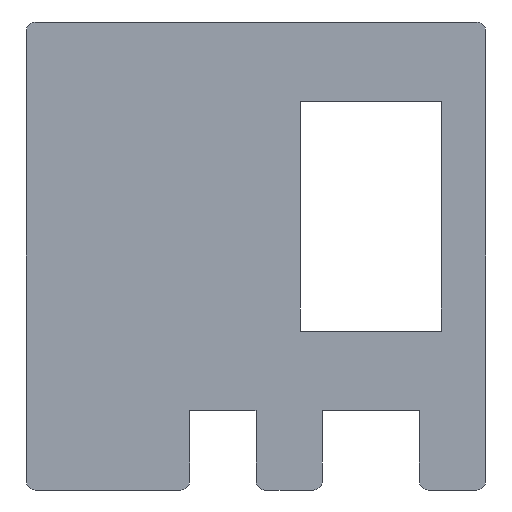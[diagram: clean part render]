
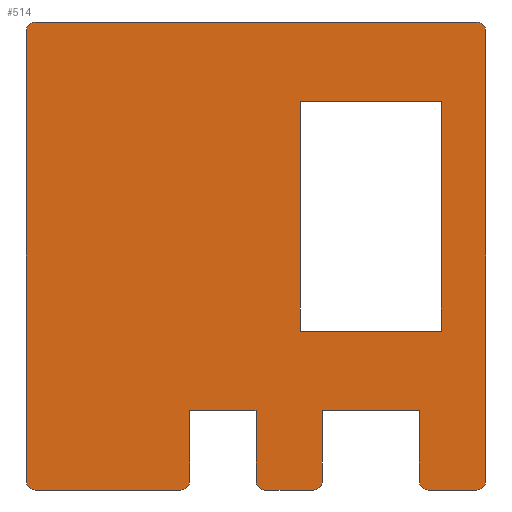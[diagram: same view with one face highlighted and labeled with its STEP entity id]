
A CAD part, front view. The second image highlights one B-rep face of the part: STEP entity #514.
In plain terms, the highlighted planar face has unit normal (0, -1, 0).
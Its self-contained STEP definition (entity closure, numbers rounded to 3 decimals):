
#16=FACE_BOUND('',#88,.T.);
#34=PLANE('',#576);
#60=FACE_OUTER_BOUND('',#87,.T.);
#87=EDGE_LOOP('',(#457,#458,#459,#460,#461,#462,#463,#464,#465,#466,#467,
#468,#469,#470,#471,#472,#473,#474,#475,#476));
#88=EDGE_LOOP('',(#477,#478,#479,#480));
#93=LINE('',#734,#149);
#111=LINE('',#787,#167);
#117=LINE('',#802,#173);
#121=LINE('',#812,#177);
#124=LINE('',#820,#180);
#127=LINE('',#828,#183);
#130=LINE('',#836,#186);
#131=LINE('',#838,#187);
#132=LINE('',#842,#188);
#135=LINE('',#847,#191);
#137=LINE('',#851,#193);
#139=LINE('',#854,#195);
#140=LINE('',#856,#196);
#141=LINE('',#858,#197);
#142=LINE('',#861,#198);
#144=LINE('',#864,#200);
#149=VECTOR('',#591,10.);
#167=VECTOR('',#631,10.);
#173=VECTOR('',#647,10.);
#177=VECTOR('',#657,10.);
#180=VECTOR('',#666,10.);
#183=VECTOR('',#675,10.);
#186=VECTOR('',#684,10.);
#187=VECTOR('',#687,10.);
#188=VECTOR('',#690,10.);
#191=VECTOR('',#695,10.);
#193=VECTOR('',#699,10.);
#195=VECTOR('',#703,10.);
#196=VECTOR('',#706,10.);
#197=VECTOR('',#709,10.);
#198=VECTOR('',#712,10.);
#200=VECTOR('',#716,10.);
#201=CIRCLE('',#536,1.);
#210=CIRCLE('',#548,1.);
#211=CIRCLE('',#551,1.);
#212=CIRCLE('',#553,1.);
#213=CIRCLE('',#556,1.);
#214=CIRCLE('',#559,1.);
#215=CIRCLE('',#562,1.);
#216=CIRCLE('',#565,1.);
#217=VERTEX_POINT('',#721);
#218=VERTEX_POINT('',#722);
#222=VERTEX_POINT('',#732);
#244=VERTEX_POINT('',#780);
#245=VERTEX_POINT('',#781);
#246=VERTEX_POINT('',#786);
#247=VERTEX_POINT('',#790);
#248=VERTEX_POINT('',#794);
#249=VERTEX_POINT('',#796);
#250=VERTEX_POINT('',#800);
#251=VERTEX_POINT('',#804);
#252=VERTEX_POINT('',#806);
#253=VERTEX_POINT('',#810);
#254=VERTEX_POINT('',#814);
#255=VERTEX_POINT('',#818);
#256=VERTEX_POINT('',#822);
#257=VERTEX_POINT('',#826);
#258=VERTEX_POINT('',#830);
#259=VERTEX_POINT('',#834);
#260=VERTEX_POINT('',#840);
#261=VERTEX_POINT('',#841);
#262=VERTEX_POINT('',#846);
#263=VERTEX_POINT('',#850);
#264=VERTEX_POINT('',#860);
#265=EDGE_CURVE('',#217,#218,#201,.T.);
#271=EDGE_CURVE('',#217,#222,#93,.T.);
#294=EDGE_CURVE('',#244,#245,#210,.T.);
#297=EDGE_CURVE('',#246,#245,#111,.T.);
#299=EDGE_CURVE('',#246,#247,#211,.T.);
#302=EDGE_CURVE('',#248,#249,#212,.T.);
#305=EDGE_CURVE('',#250,#248,#117,.T.);
#307=EDGE_CURVE('',#251,#252,#213,.T.);
#310=EDGE_CURVE('',#253,#251,#121,.T.);
#312=EDGE_CURVE('',#254,#250,#214,.T.);
#314=EDGE_CURVE('',#255,#254,#124,.T.);
#316=EDGE_CURVE('',#256,#253,#215,.T.);
#318=EDGE_CURVE('',#257,#256,#127,.T.);
#320=EDGE_CURVE('',#258,#257,#216,.T.);
#322=EDGE_CURVE('',#222,#259,#130,.T.);
#323=EDGE_CURVE('',#244,#218,#131,.T.);
#324=EDGE_CURVE('',#260,#261,#132,.T.);
#327=EDGE_CURVE('',#262,#260,#135,.T.);
#329=EDGE_CURVE('',#263,#262,#137,.T.);
#331=EDGE_CURVE('',#261,#263,#139,.T.);
#332=EDGE_CURVE('',#258,#247,#140,.T.);
#333=EDGE_CURVE('',#249,#259,#141,.T.);
#334=EDGE_CURVE('',#264,#255,#142,.T.);
#336=EDGE_CURVE('',#252,#264,#144,.T.);
#457=ORIENTED_EDGE('',*,*,#265,.F.);
#458=ORIENTED_EDGE('',*,*,#271,.T.);
#459=ORIENTED_EDGE('',*,*,#322,.T.);
#460=ORIENTED_EDGE('',*,*,#333,.F.);
#461=ORIENTED_EDGE('',*,*,#302,.F.);
#462=ORIENTED_EDGE('',*,*,#305,.F.);
#463=ORIENTED_EDGE('',*,*,#312,.F.);
#464=ORIENTED_EDGE('',*,*,#314,.F.);
#465=ORIENTED_EDGE('',*,*,#334,.F.);
#466=ORIENTED_EDGE('',*,*,#336,.F.);
#467=ORIENTED_EDGE('',*,*,#307,.F.);
#468=ORIENTED_EDGE('',*,*,#310,.F.);
#469=ORIENTED_EDGE('',*,*,#316,.F.);
#470=ORIENTED_EDGE('',*,*,#318,.F.);
#471=ORIENTED_EDGE('',*,*,#320,.F.);
#472=ORIENTED_EDGE('',*,*,#332,.T.);
#473=ORIENTED_EDGE('',*,*,#299,.F.);
#474=ORIENTED_EDGE('',*,*,#297,.T.);
#475=ORIENTED_EDGE('',*,*,#294,.F.);
#476=ORIENTED_EDGE('',*,*,#323,.T.);
#477=ORIENTED_EDGE('',*,*,#324,.T.);
#478=ORIENTED_EDGE('',*,*,#331,.T.);
#479=ORIENTED_EDGE('',*,*,#329,.T.);
#480=ORIENTED_EDGE('',*,*,#327,.T.);
#514=ADVANCED_FACE('',(#60,#16),#34,.F.);
#536=AXIS2_PLACEMENT_3D('',#723,#581,#582);
#548=AXIS2_PLACEMENT_3D('',#782,#625,#626);
#551=AXIS2_PLACEMENT_3D('',#791,#635,#636);
#553=AXIS2_PLACEMENT_3D('',#797,#641,#642);
#556=AXIS2_PLACEMENT_3D('',#807,#651,#652);
#559=AXIS2_PLACEMENT_3D('',#816,#661,#662);
#562=AXIS2_PLACEMENT_3D('',#824,#670,#671);
#565=AXIS2_PLACEMENT_3D('',#832,#679,#680);
#576=AXIS2_PLACEMENT_3D('',#865,#717,#718);
#581=DIRECTION('center_axis',(0.,1.,0.));
#582=DIRECTION('ref_axis',(0.707,0.,-0.707));
#591=DIRECTION('',(0.,0.,1.));
#625=DIRECTION('center_axis',(0.,1.,0.));
#626=DIRECTION('ref_axis',(-0.707,0.,-0.707));
#631=DIRECTION('',(0.,0.,-1.));
#635=DIRECTION('center_axis',(0.,1.,0.));
#636=DIRECTION('ref_axis',(-0.707,0.,0.707));
#641=DIRECTION('center_axis',(0.,1.,0.));
#642=DIRECTION('ref_axis',(-0.707,0.,-0.707));
#647=DIRECTION('',(-1.,0.,0.));
#651=DIRECTION('center_axis',(0.,1.,0.));
#652=DIRECTION('ref_axis',(-0.707,0.,-0.707));
#657=DIRECTION('',(-1.,0.,0.));
#661=DIRECTION('center_axis',(0.,1.,0.));
#662=DIRECTION('ref_axis',(0.707,0.,-0.707));
#666=DIRECTION('',(0.,0.,-1.));
#670=DIRECTION('center_axis',(0.,1.,0.));
#671=DIRECTION('ref_axis',(0.707,0.,-0.707));
#675=DIRECTION('',(0.,0.,-1.));
#679=DIRECTION('center_axis',(0.,1.,0.));
#680=DIRECTION('ref_axis',(0.707,0.,0.707));
#684=DIRECTION('',(1.,0.,0.));
#687=DIRECTION('',(1.,0.,0.));
#690=DIRECTION('',(0.,0.,-1.));
#695=DIRECTION('',(1.,0.,0.));
#699=DIRECTION('',(0.,0.,1.));
#703=DIRECTION('',(-1.,0.,0.));
#706=DIRECTION('',(-1.,0.,0.));
#709=DIRECTION('',(0.,0.,1.));
#712=DIRECTION('',(-1.,0.,0.));
#716=DIRECTION('',(0.,0.,1.));
#717=DIRECTION('center_axis',(0.,1.,0.));
#718=DIRECTION('ref_axis',(0.,0.,1.));
#721=CARTESIAN_POINT('',(-20.5,0.,-32.5));
#722=CARTESIAN_POINT('',(-21.5,0.,-33.5));
#723=CARTESIAN_POINT('Origin',(-21.5,0.,-32.5));
#732=CARTESIAN_POINT('',(-20.5,0.,-24.5));
#734=CARTESIAN_POINT('',(-20.5,0.,-33.5));
#780=CARTESIAN_POINT('',(-38.,0.,-33.5));
#781=CARTESIAN_POINT('',(-39.,0.,-32.5));
#782=CARTESIAN_POINT('Origin',(-38.,0.,-32.5));
#786=CARTESIAN_POINT('',(-39.,0.,18.5));
#787=CARTESIAN_POINT('',(-39.,0.,19.5));
#790=CARTESIAN_POINT('',(-38.,0.,19.5));
#791=CARTESIAN_POINT('Origin',(-38.,0.,18.5));
#794=CARTESIAN_POINT('',(-12.,0.,-33.5));
#796=CARTESIAN_POINT('',(-13.,0.,-32.5));
#797=CARTESIAN_POINT('Origin',(-12.,0.,-32.5));
#800=CARTESIAN_POINT('',(-6.5,0.,-33.5));
#802=CARTESIAN_POINT('',(-5.5,0.,-33.5));
#804=CARTESIAN_POINT('',(6.5,0.,-33.5));
#806=CARTESIAN_POINT('',(5.5,0.,-32.5));
#807=CARTESIAN_POINT('Origin',(6.5,0.,-32.5));
#810=CARTESIAN_POINT('',(12.,0.,-33.5));
#812=CARTESIAN_POINT('',(13.,0.,-33.5));
#814=CARTESIAN_POINT('',(-5.5,0.,-32.5));
#816=CARTESIAN_POINT('Origin',(-6.5,0.,-32.5));
#818=CARTESIAN_POINT('',(-5.5,0.,-24.5));
#820=CARTESIAN_POINT('',(-5.5,0.,-24.5));
#822=CARTESIAN_POINT('',(13.,0.,-32.5));
#824=CARTESIAN_POINT('Origin',(12.,0.,-32.5));
#826=CARTESIAN_POINT('',(13.,0.,18.5));
#828=CARTESIAN_POINT('',(13.,0.,19.5));
#830=CARTESIAN_POINT('',(12.,0.,19.5));
#832=CARTESIAN_POINT('Origin',(12.,0.,18.5));
#834=CARTESIAN_POINT('',(-13.,0.,-24.5));
#836=CARTESIAN_POINT('',(-20.5,0.,-24.5));
#838=CARTESIAN_POINT('',(-39.,0.,-33.5));
#840=CARTESIAN_POINT('',(8.,0.,10.5));
#841=CARTESIAN_POINT('',(8.,0.,-15.5));
#842=CARTESIAN_POINT('',(8.,0.,0.906));
#846=CARTESIAN_POINT('',(-8.,0.,10.5));
#847=CARTESIAN_POINT('',(-4.,0.,10.5));
#850=CARTESIAN_POINT('',(-8.,0.,-15.5));
#851=CARTESIAN_POINT('',(-8.,0.,-12.094));
#854=CARTESIAN_POINT('',(4.,0.,-15.5));
#856=CARTESIAN_POINT('',(-13.,0.,19.5));
#858=CARTESIAN_POINT('',(-13.,0.,-33.5));
#860=CARTESIAN_POINT('',(5.5,0.,-24.5));
#861=CARTESIAN_POINT('',(5.5,0.,-24.5));
#864=CARTESIAN_POINT('',(5.5,0.,-33.5));
#865=CARTESIAN_POINT('Origin',(0.,0.,-8.688));
